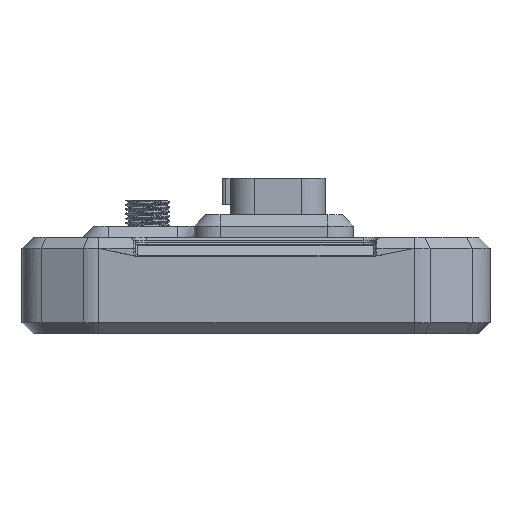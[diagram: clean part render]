
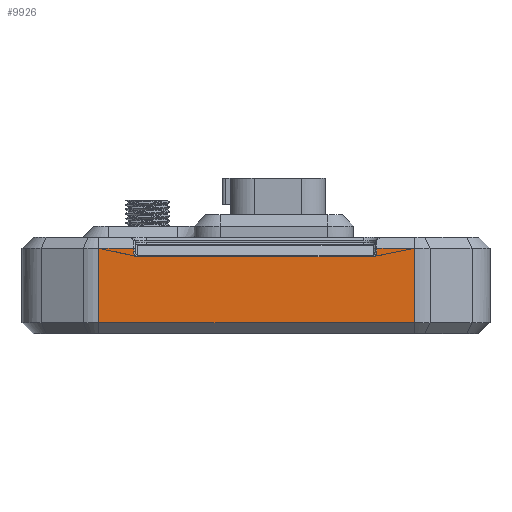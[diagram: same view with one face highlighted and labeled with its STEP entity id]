
A CAD part, left-side view. The second image highlights one B-rep face of the part: STEP entity #9926.
In plain terms, the highlighted free-form (B-spline) face has degree [1, 1] with [2, 2] control points.
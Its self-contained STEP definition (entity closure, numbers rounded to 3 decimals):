
#9652 = VERTEX_POINT('',#9653);
#9653 = CARTESIAN_POINT('',(-169.855,-48.918,
    -3.468));
#9690 = EDGE_CURVE('',#9691,#9693,#9695,.T.);
#9691 = VERTEX_POINT('',#9692);
#9692 = CARTESIAN_POINT('',(-169.938,26.798,
    -3.468));
#9693 = VERTEX_POINT('',#9694);
#9694 = CARTESIAN_POINT('',(-169.938,26.798,
    -4.384));
#9695 = B_SPLINE_CURVE_WITH_KNOTS('',1,(#9696,#9697),.UNSPECIFIED.,.F.,
  .F.,(2,2),(3.,3.793),.PIECEWISE_BEZIER_KNOTS.);
#9696 = CARTESIAN_POINT('',(-169.938,26.798,
    -3.468));
#9697 = CARTESIAN_POINT('',(-169.938,26.798,
    -4.384));
#9730 = EDGE_CURVE('',#9693,#9731,#9733,.T.);
#9731 = VERTEX_POINT('',#9732);
#9732 = CARTESIAN_POINT('',(-169.937,25.643,
    -6.019));
#9733 = ( BOUNDED_CURVE() B_SPLINE_CURVE(2,(#9734,#9735,#9736),
.UNSPECIFIED.,.F.,.F.) B_SPLINE_CURVE_WITH_KNOTS((3,3),(4.712,
6.283),.PIECEWISE_BEZIER_KNOTS.) CURVE() 
GEOMETRIC_REPRESENTATION_ITEM() RATIONAL_B_SPLINE_CURVE((1.,
0.707,1.)) REPRESENTATION_ITEM('') );
#9734 = CARTESIAN_POINT('',(-169.938,26.798,
    -4.384));
#9735 = CARTESIAN_POINT('',(-169.938,26.798,
    -6.019));
#9736 = CARTESIAN_POINT('',(-169.937,25.643,
    -6.019));
#9783 = VERTEX_POINT('',#9784);
#9784 = CARTESIAN_POINT('',(-169.856,-47.762,
    -6.019));
#9796 = EDGE_CURVE('',#9731,#9783,#9797,.T.);
#9797 = B_SPLINE_CURVE_WITH_KNOTS('',1,(#9798,#9799),.UNSPECIFIED.,.F.,
  .F.,(2,2),(-63.893,-0.393),.PIECEWISE_BEZIER_KNOTS.);
#9798 = CARTESIAN_POINT('',(-169.937,25.643,
    -6.019));
#9799 = CARTESIAN_POINT('',(-169.856,-47.762,
    -6.019));
#9811 = EDGE_CURVE('',#9783,#9812,#9814,.T.);
#9812 = VERTEX_POINT('',#9813);
#9813 = CARTESIAN_POINT('',(-169.855,-48.918,
    -4.384));
#9814 = ( BOUNDED_CURVE() B_SPLINE_CURVE(2,(#9815,#9816,#9817),
.UNSPECIFIED.,.F.,.F.) B_SPLINE_CURVE_WITH_KNOTS((3,3),(0.,
1.571),.PIECEWISE_BEZIER_KNOTS.) CURVE() 
GEOMETRIC_REPRESENTATION_ITEM() RATIONAL_B_SPLINE_CURVE((1.,
0.707,1.)) REPRESENTATION_ITEM('') );
#9815 = CARTESIAN_POINT('',(-169.856,-47.762,
    -6.019));
#9816 = CARTESIAN_POINT('',(-169.855,-48.918,
    -6.019));
#9817 = CARTESIAN_POINT('',(-169.855,-48.918,
    -4.384));
#9862 = EDGE_CURVE('',#9812,#9652,#9863,.T.);
#9863 = B_SPLINE_CURVE_WITH_KNOTS('',1,(#9864,#9865),.UNSPECIFIED.,.F.,
  .F.,(2,2),(-3.793,-3.),.PIECEWISE_BEZIER_KNOTS.);
#9864 = CARTESIAN_POINT('',(-169.855,-48.918,
    -4.384));
#9865 = CARTESIAN_POINT('',(-169.855,-48.918,
    -3.468));
#9926 = ADVANCED_FACE('',(#9927),#9967,.T.);
#9927 = FACE_BOUND('',#9928,.T.);
#9928 = EDGE_LOOP('',(#9929,#9938,#9945,#9950,#9951,#9952,#9953,#9954,
    #9955,#9962));
#9929 = ORIENTED_EDGE('',*,*,#9930,.F.);
#9930 = EDGE_CURVE('',#9931,#9933,#9935,.T.);
#9931 = VERTEX_POINT('',#9932);
#9932 = CARTESIAN_POINT('',(-169.842,-60.601,
    -26.587));
#9933 = VERTEX_POINT('',#9934);
#9934 = CARTESIAN_POINT('',(-169.95,37.657,
    -26.587));
#9935 = B_SPLINE_CURVE_WITH_KNOTS('',1,(#9936,#9937),.UNSPECIFIED.,.F.,
  .F.,(2,2),(-21.25,63.75),.PIECEWISE_BEZIER_KNOTS.);
#9936 = CARTESIAN_POINT('',(-169.842,-60.601,
    -26.587));
#9937 = CARTESIAN_POINT('',(-169.95,37.657,
    -26.587));
#9938 = ORIENTED_EDGE('',*,*,#9939,.F.);
#9939 = EDGE_CURVE('',#9940,#9931,#9942,.T.);
#9940 = VERTEX_POINT('',#9941);
#9941 = CARTESIAN_POINT('',(-169.842,-60.601,
    -3.468));
#9942 = B_SPLINE_CURVE_WITH_KNOTS('',1,(#9943,#9944),.UNSPECIFIED.,.F.,
  .F.,(2,2),(3.,23.),.PIECEWISE_BEZIER_KNOTS.);
#9943 = CARTESIAN_POINT('',(-169.842,-60.601,
    -3.468));
#9944 = CARTESIAN_POINT('',(-169.842,-60.601,
    -26.587));
#9945 = ORIENTED_EDGE('',*,*,#9946,.F.);
#9946 = EDGE_CURVE('',#9652,#9940,#9947,.T.);
#9947 = B_SPLINE_CURVE_WITH_KNOTS('',1,(#9948,#9949),.UNSPECIFIED.,.F.,
  .F.,(2,2),(11.143,21.25),.PIECEWISE_BEZIER_KNOTS.);
#9948 = CARTESIAN_POINT('',(-169.855,-48.918,
    -3.468));
#9949 = CARTESIAN_POINT('',(-169.842,-60.601,
    -3.468));
#9950 = ORIENTED_EDGE('',*,*,#9862,.F.);
#9951 = ORIENTED_EDGE('',*,*,#9811,.F.);
#9952 = ORIENTED_EDGE('',*,*,#9796,.F.);
#9953 = ORIENTED_EDGE('',*,*,#9730,.F.);
#9954 = ORIENTED_EDGE('',*,*,#9690,.F.);
#9955 = ORIENTED_EDGE('',*,*,#9956,.F.);
#9956 = EDGE_CURVE('',#9957,#9691,#9959,.T.);
#9957 = VERTEX_POINT('',#9958);
#9958 = CARTESIAN_POINT('',(-169.95,37.657,
    -3.468));
#9959 = B_SPLINE_CURVE_WITH_KNOTS('',1,(#9960,#9961),.UNSPECIFIED.,.F.,
  .F.,(2,2),(-63.75,-54.357),.PIECEWISE_BEZIER_KNOTS.);
#9960 = CARTESIAN_POINT('',(-169.95,37.657,
    -3.468));
#9961 = CARTESIAN_POINT('',(-169.938,26.798,
    -3.468));
#9962 = ORIENTED_EDGE('',*,*,#9963,.T.);
#9963 = EDGE_CURVE('',#9957,#9933,#9964,.T.);
#9964 = B_SPLINE_CURVE_WITH_KNOTS('',1,(#9965,#9966),.UNSPECIFIED.,.F.,
  .F.,(2,2),(3.,23.),.PIECEWISE_BEZIER_KNOTS.);
#9965 = CARTESIAN_POINT('',(-169.95,37.657,
    -3.468));
#9966 = CARTESIAN_POINT('',(-169.95,37.657,
    -26.587));
#9967 = B_SPLINE_SURFACE_WITH_KNOTS('',1,1,(
    (#9968,#9969)
    ,(#9970,#9971
    )),.UNSPECIFIED.,.F.,.F.,.F.,(2,2),(2,2),(0.,
    85.),(3.,23.),.PIECEWISE_BEZIER_KNOTS.);
#9968 = CARTESIAN_POINT('',(-169.842,-60.601,
    -3.468));
#9969 = CARTESIAN_POINT('',(-169.842,-60.601,
    -26.587));
#9970 = CARTESIAN_POINT('',(-169.95,37.657,
    -3.468));
#9971 = CARTESIAN_POINT('',(-169.95,37.657,
    -26.587));
